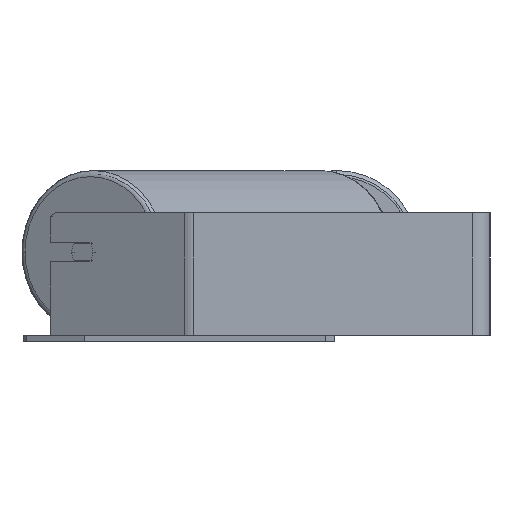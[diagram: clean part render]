
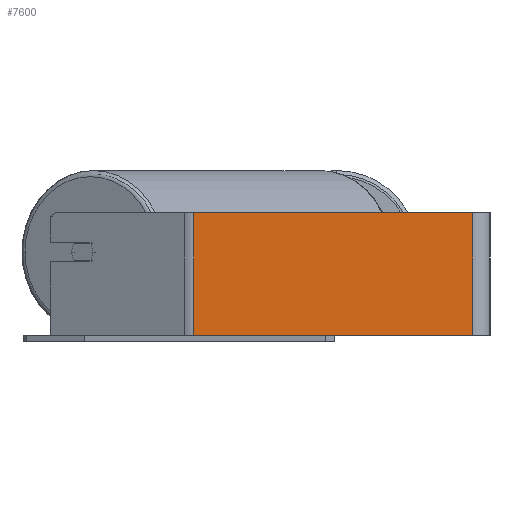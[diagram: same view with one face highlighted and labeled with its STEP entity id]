
A CAD part, left-side view. The second image highlights one B-rep face of the part: STEP entity #7600.
In plain terms, the highlighted planar face has unit normal (-1, 0, 0).
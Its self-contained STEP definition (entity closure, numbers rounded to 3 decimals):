
#116 = CARTESIAN_POINT ( 'NONE',  ( -620., 241.912, 50. ) ) ;
#168 = EDGE_CURVE ( 'NONE', #1174, #6623, #4884, .T. ) ;
#600 = DIRECTION ( 'NONE',  ( 0., 0., -1. ) ) ;
#842 = DIRECTION ( 'NONE',  ( 0., 0., -1. ) ) ;
#912 = DIRECTION ( 'NONE',  ( 0., 0., -1. ) ) ;
#1003 = CARTESIAN_POINT ( 'NONE',  ( -620., 245.663, 50. ) ) ;
#1125 = VERTEX_POINT ( 'NONE', #4469 ) ;
#1174 = VERTEX_POINT ( 'NONE', #2644 ) ;
#1643 = CARTESIAN_POINT ( 'NONE',  ( -620., 245.663, -50. ) ) ;
#1677 = ORIENTED_EDGE ( 'NONE', *, *, #5822, .F. ) ;
#1727 = LINE ( 'NONE', #1643, #8871 ) ;
#1768 = CARTESIAN_POINT ( 'NONE',  ( -620., 241.912, -50. ) ) ;
#2376 = FACE_OUTER_BOUND ( 'NONE', #7883, .T. ) ;
#2451 = CARTESIAN_POINT ( 'NONE',  ( -620., 245.663, 50. ) ) ;
#2644 = CARTESIAN_POINT ( 'NONE',  ( -620., 241.912, 50. ) ) ;
#2823 = CARTESIAN_POINT ( 'NONE',  ( -620., 14., 50. ) ) ;
#3274 = CARTESIAN_POINT ( 'NONE',  ( -620., 14., 50. ) ) ;
#3821 = ORIENTED_EDGE ( 'NONE', *, *, #168, .T. ) ;
#3921 = ORIENTED_EDGE ( 'NONE', *, *, #9059, .F. ) ;
#3948 = VECTOR ( 'NONE', #842, 1000. ) ;
#4392 = DIRECTION ( 'NONE',  ( 0., -1., 0. ) ) ;
#4460 = VECTOR ( 'NONE', #600, 1000. ) ;
#4469 = CARTESIAN_POINT ( 'NONE',  ( -620., 14., -50. ) ) ;
#4884 = LINE ( 'NONE', #116, #3948 ) ;
#5179 = PLANE ( 'NONE',  #8696 ) ;
#5252 = DIRECTION ( 'NONE',  ( 0., -1., 0. ) ) ;
#5822 = EDGE_CURVE ( 'NONE', #7177, #1125, #6210, .T. ) ;
#6210 = LINE ( 'NONE', #3274, #4460 ) ;
#6508 = EDGE_CURVE ( 'NONE', #6623, #1125, #1727, .T. ) ;
#6623 = VERTEX_POINT ( 'NONE', #1768 ) ;
#7177 = VERTEX_POINT ( 'NONE', #2823 ) ;
#7308 = DIRECTION ( 'NONE',  ( 1., 0., 0. ) ) ;
#7393 = LINE ( 'NONE', #2451, #7698 ) ;
#7600 = ADVANCED_FACE ( 'NONE', ( #2376 ), #5179, .F. ) ;
#7698 = VECTOR ( 'NONE', #5252, 1000. ) ;
#7883 = EDGE_LOOP ( 'NONE', ( #8285, #1677, #3921, #3821 ) ) ;
#8285 = ORIENTED_EDGE ( 'NONE', *, *, #6508, .T. ) ;
#8696 = AXIS2_PLACEMENT_3D ( 'NONE', #1003, #7308, #912 ) ;
#8871 = VECTOR ( 'NONE', #4392, 1000. ) ;
#9059 = EDGE_CURVE ( 'NONE', #1174, #7177, #7393, .T. ) ;
